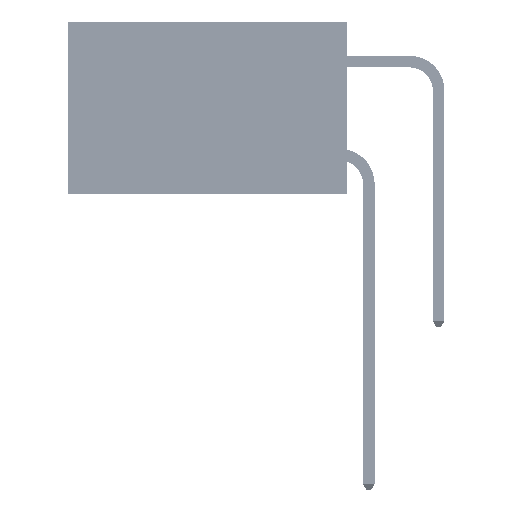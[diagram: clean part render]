
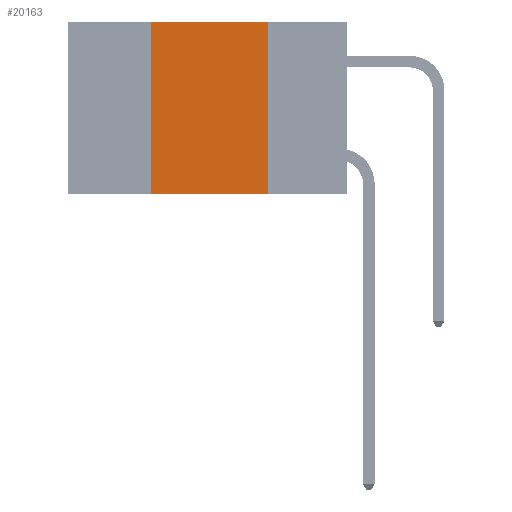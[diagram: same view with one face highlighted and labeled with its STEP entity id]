
A CAD part, left-side view. The second image highlights one B-rep face of the part: STEP entity #20163.
In plain terms, the highlighted planar face has unit normal (-1, 0, 0).
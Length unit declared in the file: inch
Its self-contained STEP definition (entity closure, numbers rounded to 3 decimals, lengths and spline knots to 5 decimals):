
#431 = CARTESIAN_POINT ( 'NONE',  ( 0., 0.17, 0. ) ) ;
#1700 = VECTOR ( 'NONE', #24542, 39.37008 ) ;
#1755 = VERTEX_POINT ( 'NONE', #431 ) ;
#1881 = ORIENTED_EDGE ( 'NONE', *, *, #49957, .T. ) ;
#2566 = DIRECTION ( 'NONE',  ( 0., -1., 0. ) ) ;
#3685 = CARTESIAN_POINT ( 'NONE',  ( 0., 0.17, -0.37 ) ) ;
#3853 = LINE ( 'NONE', #11931, #40553 ) ;
#5471 = ORIENTED_EDGE ( 'NONE', *, *, #21665, .F. ) ;
#5520 = CARTESIAN_POINT ( 'NONE',  ( 0., 0.42, 0. ) ) ;
#6229 = FACE_OUTER_BOUND ( 'NONE', #24482, .T. ) ;
#6495 = LINE ( 'NONE', #38239, #26266 ) ;
#6747 = CARTESIAN_POINT ( 'NONE',  ( 0., 0.6, 0. ) ) ;
#8125 = VERTEX_POINT ( 'NONE', #3685 ) ;
#11860 = EDGE_CURVE ( 'NONE', #31329, #20944, #3853, .T. ) ;
#11931 = CARTESIAN_POINT ( 'NONE',  ( 0., 0.42, 0. ) ) ;
#13028 = EDGE_CURVE ( 'NONE', #1755, #8125, #27323, .T. ) ;
#14531 = PLANE ( 'NONE',  #38725 ) ;
#16089 = CARTESIAN_POINT ( 'NONE',  ( 0., 0.17, 0. ) ) ;
#16455 = CARTESIAN_POINT ( 'NONE',  ( 0., 0.6, -0.37 ) ) ;
#19734 = DIRECTION ( 'NONE',  ( 0., 0., 1. ) ) ;
#20163 = ADVANCED_FACE ( 'NONE', ( #6229 ), #14531, .F. ) ;
#20944 = VERTEX_POINT ( 'NONE', #5520 ) ;
#21665 = EDGE_CURVE ( 'NONE', #20944, #1755, #6495, .T. ) ;
#23948 = ORIENTED_EDGE ( 'NONE', *, *, #13028, .F. ) ;
#24482 = EDGE_LOOP ( 'NONE', ( #23948, #5471, #35405, #1881 ) ) ;
#24542 = DIRECTION ( 'NONE',  ( 0., -1., 0. ) ) ;
#26266 = VECTOR ( 'NONE', #2566, 39.37008 ) ;
#27323 = LINE ( 'NONE', #16089, #50671 ) ;
#28355 = DIRECTION ( 'NONE',  ( 0., 0., -1. ) ) ;
#31329 = VERTEX_POINT ( 'NONE', #32384 ) ;
#31855 = LINE ( 'NONE', #16455, #1700 ) ;
#32384 = CARTESIAN_POINT ( 'NONE',  ( 0., 0.42, -0.37 ) ) ;
#34085 = DIRECTION ( 'NONE',  ( 0., 0., -1. ) ) ;
#35405 = ORIENTED_EDGE ( 'NONE', *, *, #11860, .F. ) ;
#38239 = CARTESIAN_POINT ( 'NONE',  ( 0., 0.6, 0. ) ) ;
#38725 = AXIS2_PLACEMENT_3D ( 'NONE', #6747, #45288, #34085 ) ;
#40553 = VECTOR ( 'NONE', #19734, 39.37008 ) ;
#45288 = DIRECTION ( 'NONE',  ( 1., 0., 0. ) ) ;
#49957 = EDGE_CURVE ( 'NONE', #31329, #8125, #31855, .T. ) ;
#50671 = VECTOR ( 'NONE', #28355, 39.37008 ) ;
